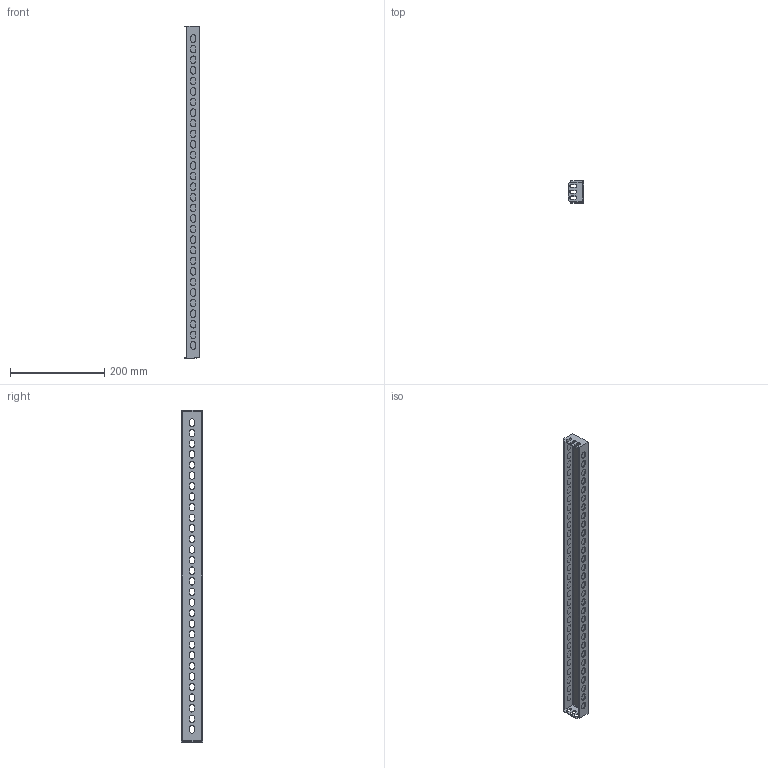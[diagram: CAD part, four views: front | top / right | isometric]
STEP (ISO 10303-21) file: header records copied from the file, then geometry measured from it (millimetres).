
FILE_DESCRIPTION (( 'STEP AP214' ), '1' );
FILE_NAME ('Ðåéêà èçîëÿòîðîâ Â 800.STEP', '2022-03-31T13:59:53', ( '' ), ( '' ), 'SwSTEP 2.0', 'SolidWorks 2017', '' );
FILE_SCHEMA (( 'AUTOMOTIVE_DESIGN' ));
Length unit declared in the file: millimetre
Products named in the file (1): Ðåéêà èçîëÿòîðîâ Â 800
Bounding box: 32 x 46 x 706 mm (x, y, z)
Volume: 147859.6 mm3; surface area: 143992.6 mm2
Topology: 1 solids, 1 shells, 508 faces, 1330 edges, 884 vertices
Faces by surface type: plane 280, cylinder 228
Entity records: 15904 total; most frequent: DIRECTION 2804, CARTESIAN_POINT 2723, ORIENTED_EDGE 2660, EDGE_CURVE 1330, AXIS2_PLACEMENT_3D 965, VERTEX_POINT 884, VECTOR 874, LINE 874
